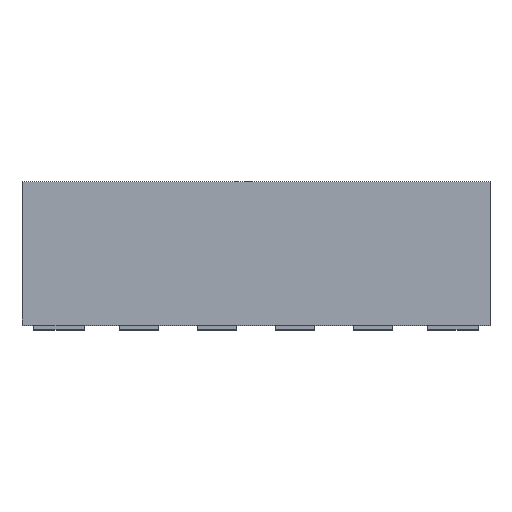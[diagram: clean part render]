
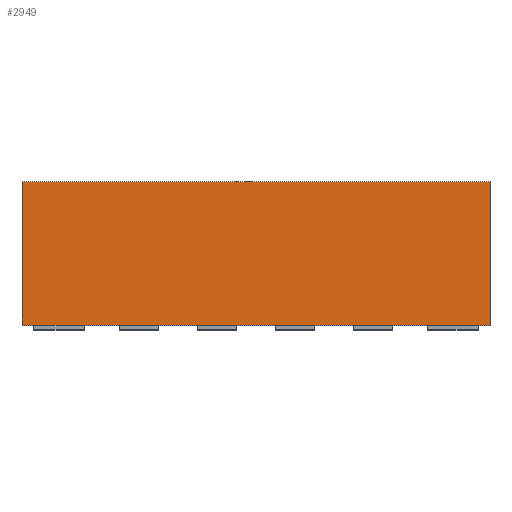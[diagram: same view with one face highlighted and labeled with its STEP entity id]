
A CAD part, top view. The second image highlights one B-rep face of the part: STEP entity #2949.
In plain terms, the highlighted planar face has unit normal (0, 0, 1).
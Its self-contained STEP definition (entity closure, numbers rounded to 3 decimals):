
#143=FACE_OUTER_BOUND('',#325,.T.);
#325=EDGE_LOOP('',(#2215,#2216,#2217,#2218));
#635=LINE('',#4429,#1031);
#636=LINE('',#4431,#1032);
#637=LINE('',#4433,#1033);
#638=LINE('',#4434,#1034);
#1031=VECTOR('',#3619,10.);
#1032=VECTOR('',#3620,10.);
#1033=VECTOR('',#3621,10.);
#1034=VECTOR('',#3622,10.);
#1363=VERTEX_POINT('',#4427);
#1364=VERTEX_POINT('',#4428);
#1365=VERTEX_POINT('',#4430);
#1366=VERTEX_POINT('',#4432);
#1691=EDGE_CURVE('',#1363,#1364,#635,.T.);
#1692=EDGE_CURVE('',#1364,#1365,#636,.T.);
#1693=EDGE_CURVE('',#1366,#1365,#637,.T.);
#1694=EDGE_CURVE('',#1363,#1366,#638,.T.);
#2215=ORIENTED_EDGE('',*,*,#1691,.T.);
#2216=ORIENTED_EDGE('',*,*,#1692,.T.);
#2217=ORIENTED_EDGE('',*,*,#1693,.F.);
#2218=ORIENTED_EDGE('',*,*,#1694,.F.);
#2767=PLANE('',#3161);
#2949=ADVANCED_FACE('',(#143),#2767,.T.);
#3161=AXIS2_PLACEMENT_3D('',#4426,#3617,#3618);
#3617=DIRECTION('center_axis',(0.,0.,1.));
#3618=DIRECTION('ref_axis',(1.,0.,0.));
#3619=DIRECTION('',(1.,0.,0.));
#3620=DIRECTION('',(0.,1.,0.));
#3621=DIRECTION('',(1.,0.,0.));
#3622=DIRECTION('',(0.,1.,0.));
#4426=CARTESIAN_POINT('Origin',(-15.,0.,10.));
#4427=CARTESIAN_POINT('',(-15.,0.,10.));
#4428=CARTESIAN_POINT('',(-12.,0.,10.));
#4429=CARTESIAN_POINT('',(-15.,0.,10.));
#4430=CARTESIAN_POINT('',(-12.,0.92,10.));
#4431=CARTESIAN_POINT('',(-12.,0.,10.));
#4432=CARTESIAN_POINT('',(-15.,0.92,10.));
#4433=CARTESIAN_POINT('',(-15.,0.92,10.));
#4434=CARTESIAN_POINT('',(-15.,0.,10.));
